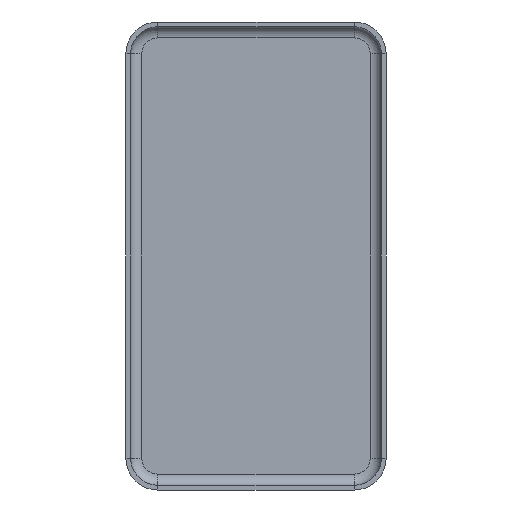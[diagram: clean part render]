
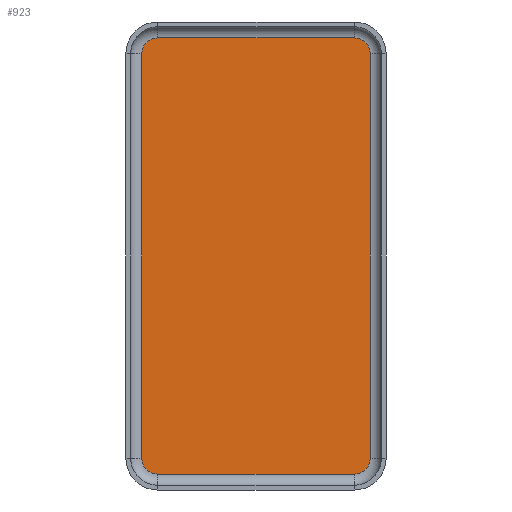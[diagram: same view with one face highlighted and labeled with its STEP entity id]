
A CAD part, front view. The second image highlights one B-rep face of the part: STEP entity #923.
In plain terms, the highlighted planar face has unit normal (0, -1, 0).
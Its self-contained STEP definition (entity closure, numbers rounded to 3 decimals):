
#9 = VERTEX_POINT ( 'NONE', #384 ) ;
#14 = VECTOR ( 'NONE', #731, 1000. ) ;
#25 = AXIS2_PLACEMENT_3D ( 'NONE', #87, #726, #182 ) ;
#33 = CIRCLE ( 'NONE', #25, 1. ) ;
#41 = LINE ( 'NONE', #650, #978 ) ;
#57 = EDGE_CURVE ( 'NONE', #120, #257, #41, .T. ) ;
#80 = EDGE_CURVE ( 'NONE', #267, #880, #952, .T. ) ;
#87 = CARTESIAN_POINT ( 'NONE',  ( -6.15, -0.3, 12.65 ) ) ;
#120 = VERTEX_POINT ( 'NONE', #1000 ) ;
#123 = LINE ( 'NONE', #698, #327 ) ;
#133 = VECTOR ( 'NONE', #375, 1000. ) ;
#136 = CIRCLE ( 'NONE', #602, 1. ) ;
#146 = EDGE_CURVE ( 'NONE', #1129, #9, #383, .T. ) ;
#151 = PLANE ( 'NONE',  #1152 ) ;
#169 = CARTESIAN_POINT ( 'NONE',  ( 7.15, -0.3, -12.65 ) ) ;
#182 = DIRECTION ( 'NONE',  ( 0., 0., 1. ) ) ;
#238 = DIRECTION ( 'NONE',  ( 0., 0., 1. ) ) ;
#257 = VERTEX_POINT ( 'NONE', #640 ) ;
#267 = VERTEX_POINT ( 'NONE', #901 ) ;
#298 = CARTESIAN_POINT ( 'NONE',  ( -6.15, -0.3, 13.65 ) ) ;
#327 = VECTOR ( 'NONE', #238, 1000. ) ;
#348 = ORIENTED_EDGE ( 'NONE', *, *, #783, .F. ) ;
#354 = DIRECTION ( 'NONE',  ( 0., 0., 1. ) ) ;
#363 = DIRECTION ( 'NONE',  ( 0., 1., 0. ) ) ;
#366 = VERTEX_POINT ( 'NONE', #525 ) ;
#371 = CIRCLE ( 'NONE', #686, 1. ) ;
#375 = DIRECTION ( 'NONE',  ( 1., 0., 0. ) ) ;
#379 = CARTESIAN_POINT ( 'NONE',  ( 7.15, -0.3, 12.65 ) ) ;
#383 = LINE ( 'NONE', #298, #133 ) ;
#384 = CARTESIAN_POINT ( 'NONE',  ( 6.15, -0.3, 13.65 ) ) ;
#419 = CARTESIAN_POINT ( 'NONE',  ( -7.15, -0.3, 12.65 ) ) ;
#494 = ORIENTED_EDGE ( 'NONE', *, *, #57, .F. ) ;
#514 = EDGE_CURVE ( 'NONE', #257, #366, #136, .T. ) ;
#525 = CARTESIAN_POINT ( 'NONE',  ( -7.15, -0.3, -12.65 ) ) ;
#534 = EDGE_LOOP ( 'NONE', ( #718, #948, #348, #1149, #1072, #494, #701, #648 ) ) ;
#549 = CARTESIAN_POINT ( 'NONE',  ( -6.15, -0.3, -12.65 ) ) ;
#602 = AXIS2_PLACEMENT_3D ( 'NONE', #549, #815, #727 ) ;
#627 = EDGE_CURVE ( 'NONE', #366, #1111, #123, .T. ) ;
#640 = CARTESIAN_POINT ( 'NONE',  ( -6.15, -0.3, -13.65 ) ) ;
#648 = ORIENTED_EDGE ( 'NONE', *, *, #80, .F. ) ;
#650 = CARTESIAN_POINT ( 'NONE',  ( 6.15, -0.3, -13.65 ) ) ;
#686 = AXIS2_PLACEMENT_3D ( 'NONE', #946, #363, #905 ) ;
#698 = CARTESIAN_POINT ( 'NONE',  ( -7.15, -0.3, -12.65 ) ) ;
#701 = ORIENTED_EDGE ( 'NONE', *, *, #900, .F. ) ;
#715 = CARTESIAN_POINT ( 'NONE',  ( 6.15, -0.3, -12.65 ) ) ;
#718 = ORIENTED_EDGE ( 'NONE', *, *, #916, .F. ) ;
#726 = DIRECTION ( 'NONE',  ( 0., 1., 0. ) ) ;
#727 = DIRECTION ( 'NONE',  ( 0., 0., 1. ) ) ;
#731 = DIRECTION ( 'NONE',  ( 0., 0., -1. ) ) ;
#747 = DIRECTION ( 'NONE',  ( 0., 0., -1. ) ) ;
#783 = EDGE_CURVE ( 'NONE', #1111, #1129, #33, .T. ) ;
#815 = DIRECTION ( 'NONE',  ( 0., 1., 0. ) ) ;
#880 = VERTEX_POINT ( 'NONE', #169 ) ;
#900 = EDGE_CURVE ( 'NONE', #880, #120, #1145, .T. ) ;
#901 = CARTESIAN_POINT ( 'NONE',  ( 7.15, -0.3, 12.65 ) ) ;
#905 = DIRECTION ( 'NONE',  ( 0., 0., 1. ) ) ;
#916 = EDGE_CURVE ( 'NONE', #9, #267, #371, .T. ) ;
#923 = ADVANCED_FACE ( 'NONE', ( #1088 ), #151, .T. ) ;
#946 = CARTESIAN_POINT ( 'NONE',  ( 6.15, -0.3, 12.65 ) ) ;
#948 = ORIENTED_EDGE ( 'NONE', *, *, #146, .F. ) ;
#952 = LINE ( 'NONE', #379, #14 ) ;
#971 = CARTESIAN_POINT ( 'NONE',  ( -6.15, -0.3, 13.65 ) ) ;
#978 = VECTOR ( 'NONE', #1017, 1000. ) ;
#1000 = CARTESIAN_POINT ( 'NONE',  ( 6.15, -0.3, -13.65 ) ) ;
#1017 = DIRECTION ( 'NONE',  ( -1., 0., 0. ) ) ;
#1037 = CARTESIAN_POINT ( 'NONE',  ( 6.15, -0.3, 12.65 ) ) ;
#1072 = ORIENTED_EDGE ( 'NONE', *, *, #514, .F. ) ;
#1080 = DIRECTION ( 'NONE',  ( 0., 1., 0. ) ) ;
#1088 = FACE_OUTER_BOUND ( 'NONE', #534, .T. ) ;
#1111 = VERTEX_POINT ( 'NONE', #419 ) ;
#1112 = AXIS2_PLACEMENT_3D ( 'NONE', #715, #1080, #354 ) ;
#1114 = DIRECTION ( 'NONE',  ( 0., -1., 0. ) ) ;
#1129 = VERTEX_POINT ( 'NONE', #971 ) ;
#1145 = CIRCLE ( 'NONE', #1112, 1. ) ;
#1149 = ORIENTED_EDGE ( 'NONE', *, *, #627, .F. ) ;
#1152 = AXIS2_PLACEMENT_3D ( 'NONE', #1037, #1114, #747 ) ;
